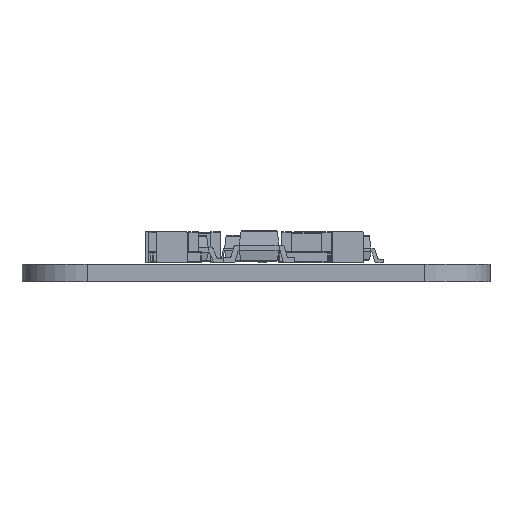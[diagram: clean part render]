
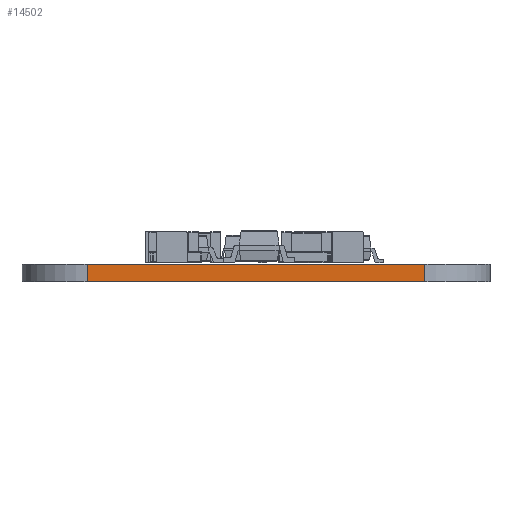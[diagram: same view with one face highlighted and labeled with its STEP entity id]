
A CAD part, front view. The second image highlights one B-rep face of the part: STEP entity #14502.
In plain terms, the highlighted planar face has unit normal (0, -1, 0).
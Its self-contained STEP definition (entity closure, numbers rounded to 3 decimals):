
#13826 = VERTEX_POINT('',#13827);
#13827 = CARTESIAN_POINT('',(0.836,-30.554,0.));
#13834 = EDGE_CURVE('',#13835,#13826,#13837,.T.);
#13835 = VERTEX_POINT('',#13836);
#13836 = CARTESIAN_POINT('',(14.404,-30.554,0.));
#13837 = LINE('',#13838,#13839);
#13838 = CARTESIAN_POINT('',(14.404,-30.554,0.));
#13839 = VECTOR('',#13840,1.);
#13840 = DIRECTION('',(-1.,0.,0.));
#14159 = VERTEX_POINT('',#14160);
#14160 = CARTESIAN_POINT('',(0.836,-30.554,0.7));
#14167 = EDGE_CURVE('',#14168,#14159,#14170,.T.);
#14168 = VERTEX_POINT('',#14169);
#14169 = CARTESIAN_POINT('',(14.404,-30.554,0.7));
#14170 = LINE('',#14171,#14172);
#14171 = CARTESIAN_POINT('',(14.404,-30.554,0.7));
#14172 = VECTOR('',#14173,1.);
#14173 = DIRECTION('',(-1.,0.,0.));
#14474 = EDGE_CURVE('',#13835,#14168,#14475,.T.);
#14475 = LINE('',#14476,#14477);
#14476 = CARTESIAN_POINT('',(14.404,-30.554,0.));
#14477 = VECTOR('',#14478,1.);
#14478 = DIRECTION('',(0.,0.,1.));
#14502 = ADVANCED_FACE('',(#14503),#14514,.T.);
#14503 = FACE_BOUND('',#14504,.T.);
#14504 = EDGE_LOOP('',(#14505,#14506,#14507,#14513));
#14505 = ORIENTED_EDGE('',*,*,#14474,.T.);
#14506 = ORIENTED_EDGE('',*,*,#14167,.T.);
#14507 = ORIENTED_EDGE('',*,*,#14508,.F.);
#14508 = EDGE_CURVE('',#13826,#14159,#14509,.T.);
#14509 = LINE('',#14510,#14511);
#14510 = CARTESIAN_POINT('',(0.836,-30.554,0.));
#14511 = VECTOR('',#14512,1.);
#14512 = DIRECTION('',(0.,0.,1.));
#14513 = ORIENTED_EDGE('',*,*,#13834,.F.);
#14514 = PLANE('',#14515);
#14515 = AXIS2_PLACEMENT_3D('',#14516,#14517,#14518);
#14516 = CARTESIAN_POINT('',(14.404,-30.554,0.));
#14517 = DIRECTION('',(0.,-1.,0.));
#14518 = DIRECTION('',(-1.,0.,0.));
